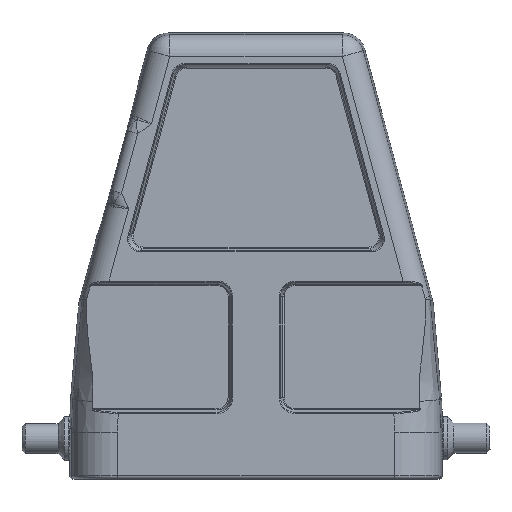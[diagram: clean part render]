
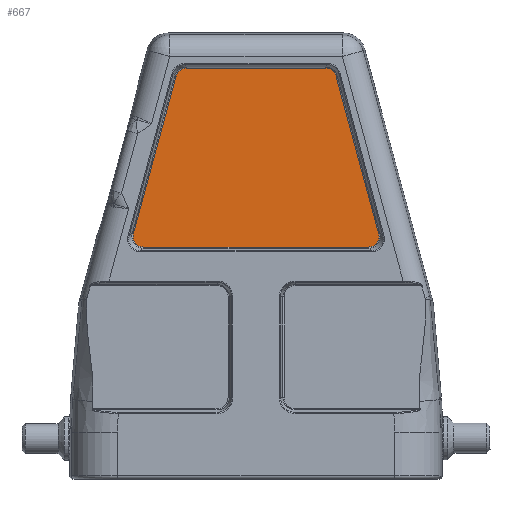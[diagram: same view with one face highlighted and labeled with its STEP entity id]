
A CAD part, front view. The second image highlights one B-rep face of the part: STEP entity #667.
In plain terms, the highlighted planar face has unit normal (0, -1, 0).
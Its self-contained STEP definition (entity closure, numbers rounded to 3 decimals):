
#460=PLANE('',#5813);
#667=ADVANCED_FACE('',(#1164),#460,.F.);
#1164=FACE_OUTER_BOUND('',#1510,.T.);
#1510=EDGE_LOOP('',(#2908,#2909,#2910,#2911,#2912,#2913,#2914,#2915));
#1811=ELLIPSE('',#5809,2.156,1.85);
#1812=ELLIPSE('',#5810,2.156,1.85);
#1813=ELLIPSE('',#5811,2.035,1.85);
#1814=ELLIPSE('',#5812,2.035,1.85);
#2908=ORIENTED_EDGE('',*,*,#4624,.T.);
#2909=ORIENTED_EDGE('',*,*,#4625,.T.);
#2910=ORIENTED_EDGE('',*,*,#4626,.T.);
#2911=ORIENTED_EDGE('',*,*,#4627,.T.);
#2912=ORIENTED_EDGE('',*,*,#4628,.T.);
#2913=ORIENTED_EDGE('',*,*,#4629,.T.);
#2914=ORIENTED_EDGE('',*,*,#4630,.T.);
#2915=ORIENTED_EDGE('',*,*,#4631,.T.);
#3978=VERTEX_POINT('',#10366);
#3979=VERTEX_POINT('',#10367);
#3980=VERTEX_POINT('',#10369);
#3981=VERTEX_POINT('',#10371);
#3982=VERTEX_POINT('',#10373);
#3983=VERTEX_POINT('',#10375);
#3984=VERTEX_POINT('',#10377);
#3985=VERTEX_POINT('',#10379);
#4624=EDGE_CURVE('',#3978,#3979,#5147,.T.);
#4625=EDGE_CURVE('',#3979,#3980,#1811,.T.);
#4626=EDGE_CURVE('',#3980,#3981,#5148,.T.);
#4627=EDGE_CURVE('',#3981,#3982,#1812,.T.);
#4628=EDGE_CURVE('',#3982,#3983,#5149,.T.);
#4629=EDGE_CURVE('',#3983,#3984,#1813,.T.);
#4630=EDGE_CURVE('',#3984,#3985,#5150,.T.);
#4631=EDGE_CURVE('',#3985,#3978,#1814,.T.);
#5147=LINE('',#10365,#5434);
#5148=LINE('',#10370,#5435);
#5149=LINE('',#10374,#5436);
#5150=LINE('',#10378,#5437);
#5434=VECTOR('',#6883,1.);
#5435=VECTOR('',#6886,1.);
#5436=VECTOR('',#6889,1.);
#5437=VECTOR('',#6892,1.);
#5809=AXIS2_PLACEMENT_3D('',#10368,#6884,#6885);
#5810=AXIS2_PLACEMENT_3D('',#10372,#6887,#6888);
#5811=AXIS2_PLACEMENT_3D('',#10376,#6890,#6891);
#5812=AXIS2_PLACEMENT_3D('',#10380,#6893,#6894);
#5813=AXIS2_PLACEMENT_3D('',#10381,#6895,#6896);
#6883=DIRECTION('',(-0.261,0.,-0.965));
#6884=DIRECTION('',(0.,-1.,0.));
#6885=DIRECTION('',(0.794,0.,0.608));
#6886=DIRECTION('',(1.,0.,0.));
#6887=DIRECTION('',(0.,-1.,0.));
#6888=DIRECTION('',(-0.794,0.,0.608));
#6889=DIRECTION('',(-0.261,0.,0.965));
#6890=DIRECTION('',(0.,-1.,0.));
#6891=DIRECTION('',(-0.608,0.,-0.794));
#6892=DIRECTION('',(-1.,0.,0.));
#6893=DIRECTION('',(0.,-1.,0.));
#6894=DIRECTION('',(0.608,0.,-0.794));
#6895=DIRECTION('',(0.,1.,0.));
#6896=DIRECTION('',(0.,0.,-1.));
#10365=CARTESIAN_POINT('',(-19.702,-20.199,-7.505));
#10366=CARTESIAN_POINT('',(-12.867,-20.199,17.746));
#10367=CARTESIAN_POINT('',(-19.719,-20.199,-7.566));
#10368=CARTESIAN_POINT('',(-17.74,-20.199,-7.789));
#10369=CARTESIAN_POINT('',(-18.041,-20.199,-9.758));
#10370=CARTESIAN_POINT('',(14.999,-20.199,-9.758));
#10371=CARTESIAN_POINT('',(18.041,-20.199,-9.758));
#10372=CARTESIAN_POINT('',(17.74,-20.199,-7.789));
#10373=CARTESIAN_POINT('',(19.719,-20.199,-7.566));
#10374=CARTESIAN_POINT('',(13.244,-20.199,16.351));
#10375=CARTESIAN_POINT('',(12.867,-20.199,17.746));
#10376=CARTESIAN_POINT('',(11.012,-20.199,17.062));
#10377=CARTESIAN_POINT('',(11.189,-20.199,19.03));
#10378=CARTESIAN_POINT('',(-11.152,-20.199,19.03));
#10379=CARTESIAN_POINT('',(-11.189,-20.199,19.03));
#10380=CARTESIAN_POINT('',(-11.013,-20.199,17.062));
#10381=CARTESIAN_POINT('',(14.999,-20.199,16.826));
